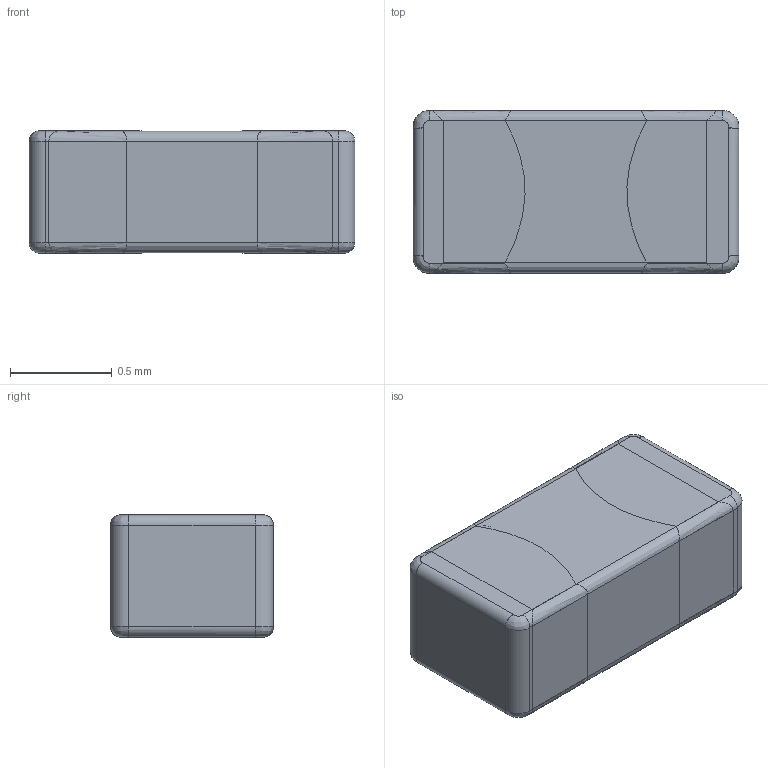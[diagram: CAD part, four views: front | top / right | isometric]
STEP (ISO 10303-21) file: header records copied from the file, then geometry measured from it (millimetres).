
FILE_DESCRIPTION(/* description */ (''),/* implementation_level */ '2;1');
FILE_NAME(/* name */ 'CERAMI~1',/* time_stamp */ '2013-03-24T10:06:44+01:00',/* author */ (''),/* organization */ (''),/* preprocessor_version */ 'ST-DEVELOPER v14',/* originating_system */ '',/* authorisation */ '');
FILE_SCHEMA (('AUTOMOTIVE_DESIGN'));
Length unit declared in the file: millimetre
Products named in the file (1): Document
Bounding box: 1.6 x 0.8 x 0.6 mm (x, y, z)
Volume: 0.7 mm3; surface area: 9.3 mm2
Topology: 1 solids, 3 shells, 62 faces, 154 edges, 80 vertices
Faces by surface type: bspline 52, plane 10
Entity records: 5407 total; most frequent: CARTESIAN_POINT 3507, B_SPLINE_CURVE_WITH_KNOTS 362, ORIENTED_EDGE 290, PCURVE 290, DEFINITIONAL_REPRESENTATION 290, SURFACE_CURVE 153, EDGE_CURVE 153, VERTEX_POINT 85
